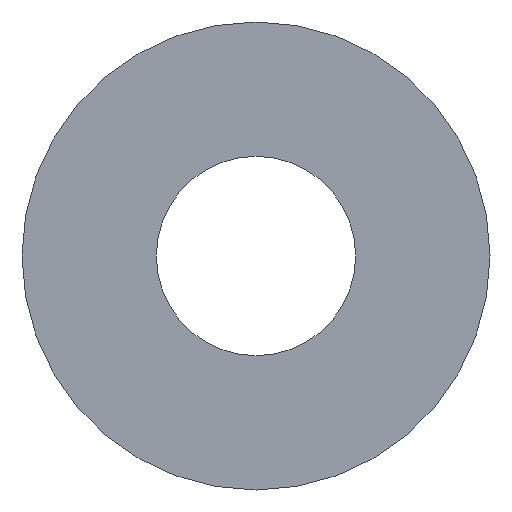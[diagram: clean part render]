
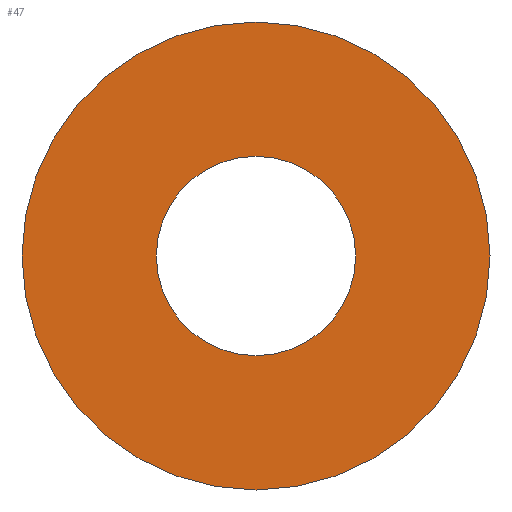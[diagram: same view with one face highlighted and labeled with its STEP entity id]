
A CAD part, front view. The second image highlights one B-rep face of the part: STEP entity #47.
In plain terms, the highlighted planar face has unit normal (0, -1, 0).
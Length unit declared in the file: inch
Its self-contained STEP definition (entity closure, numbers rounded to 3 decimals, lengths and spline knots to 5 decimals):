
#19 = PLANE ( 'NONE',  #168 ) ;
#35 = DIRECTION ( 'NONE',  ( 0., 1., 0. ) ) ;
#37 = DIRECTION ( 'NONE',  ( 0., 1., 0. ) ) ;
#40 = CARTESIAN_POINT ( 'NONE',  ( 0., 0., 0. ) ) ;
#41 = CARTESIAN_POINT ( 'NONE',  ( 0., 0., 0. ) ) ;
#47 = ADVANCED_FACE ( 'NONE', ( #101, #205 ), #19, .F. ) ;
#51 = CARTESIAN_POINT ( 'NONE',  ( 0., 0., -0.125 ) ) ;
#54 = DIRECTION ( 'NONE',  ( 0., 0., 1. ) ) ;
#56 = DIRECTION ( 'NONE',  ( 0., 0., 1. ) ) ;
#69 = CARTESIAN_POINT ( 'NONE',  ( 0., 0., -0.05325 ) ) ;
#73 = VERTEX_POINT ( 'NONE', #247 ) ;
#74 = CARTESIAN_POINT ( 'NONE',  ( 0., 0., 0. ) ) ;
#81 = CARTESIAN_POINT ( 'NONE',  ( 0., 0., 0. ) ) ;
#85 = EDGE_LOOP ( 'NONE', ( #170, #112 ) ) ;
#89 = DIRECTION ( 'NONE',  ( 0., 0., 1. ) ) ;
#93 = EDGE_LOOP ( 'NONE', ( #95, #119 ) ) ;
#95 = ORIENTED_EDGE ( 'NONE', *, *, #237, .T. ) ;
#101 = FACE_BOUND ( 'NONE', #93, .T. ) ;
#102 = AXIS2_PLACEMENT_3D ( 'NONE', #74, #251, #89 ) ;
#105 = DIRECTION ( 'NONE',  ( 0., 0., 1. ) ) ;
#107 = AXIS2_PLACEMENT_3D ( 'NONE', #41, #206, #56 ) ;
#112 = ORIENTED_EDGE ( 'NONE', *, *, #224, .F. ) ;
#118 = AXIS2_PLACEMENT_3D ( 'NONE', #40, #204, #54 ) ;
#119 = ORIENTED_EDGE ( 'NONE', *, *, #250, .T. ) ;
#125 = CARTESIAN_POINT ( 'NONE',  ( 0., 0., 0. ) ) ;
#127 = VERTEX_POINT ( 'NONE', #51 ) ;
#137 = AXIS2_PLACEMENT_3D ( 'NONE', #81, #35, #105 ) ;
#143 = VERTEX_POINT ( 'NONE', #200 ) ;
#168 = AXIS2_PLACEMENT_3D ( 'NONE', #125, #37, #241 ) ;
#170 = ORIENTED_EDGE ( 'NONE', *, *, #207, .F. ) ;
#175 = VERTEX_POINT ( 'NONE', #69 ) ;
#200 = CARTESIAN_POINT ( 'NONE',  ( 0., 0., 0.125 ) ) ;
#204 = DIRECTION ( 'NONE',  ( 0., 1., 0. ) ) ;
#205 = FACE_OUTER_BOUND ( 'NONE', #85, .T. ) ;
#206 = DIRECTION ( 'NONE',  ( 0., 1., 0. ) ) ;
#207 = EDGE_CURVE ( 'NONE', #127, #143, #208, .T. ) ;
#208 = CIRCLE ( 'NONE', #137, 0.125 ) ;
#224 = EDGE_CURVE ( 'NONE', #143, #127, #230, .T. ) ;
#226 = CIRCLE ( 'NONE', #107, 0.05325 ) ;
#230 = CIRCLE ( 'NONE', #118, 0.125 ) ;
#237 = EDGE_CURVE ( 'NONE', #73, #175, #226, .T. ) ;
#241 = DIRECTION ( 'NONE',  ( 0., 0., 1. ) ) ;
#247 = CARTESIAN_POINT ( 'NONE',  ( 0., 0., 0.05325 ) ) ;
#249 = CIRCLE ( 'NONE', #102, 0.05325 ) ;
#250 = EDGE_CURVE ( 'NONE', #175, #73, #249, .T. ) ;
#251 = DIRECTION ( 'NONE',  ( 0., 1., 0. ) ) ;
